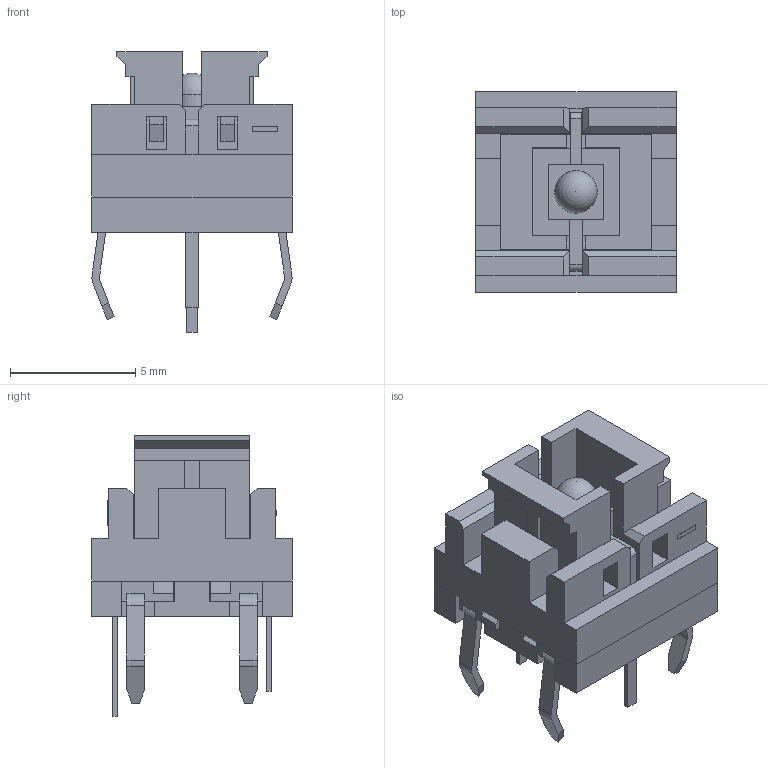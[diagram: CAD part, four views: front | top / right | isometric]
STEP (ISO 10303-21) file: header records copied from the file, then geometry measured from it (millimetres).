
FILE_DESCRIPTION(/* description */ (''),/* implementation_level */ '2;1');
FILE_NAME(/* name */ 'TL6275AA2PQNx.stp',/* time_stamp */ '2020-05-18T12:49:50-05:00',/* author */ ('mroman'),/* organization */ (''),/* preprocessor_version */ 'ST-DEVELOPER v17.2',/* originating_system */ 'Autodesk Inventor 2019',/* authorisation */ '');
FILE_SCHEMA (('AUTOMOTIVE_DESIGN { 1 0 10303 214 3 1 1 }'));
Length unit declared in the file: millimetre
Products named in the file (1): TL6275AA2PQNx
Bounding box: 8 x 8 x 11.2 mm (x, y, z)
Volume: 276.6 mm3; surface area: 635.5 mm2
Topology: 1 solids, 1 shells, 315 faces, 892 edges, 579 vertices
Faces by surface type: plane 292, cylinder 22, sphere 1
Full cylindrical faces by diameter (mm): 1.7 x1, 3.2 x1
Entity records: 10065 total; most frequent: CARTESIAN_POINT 1786, ORIENTED_EDGE 1782, DIRECTION 1578, EDGE_CURVE 891, LINE 836, VECTOR 836, VERTEX_POINT 579, AXIS2_PLACEMENT_3D 371
